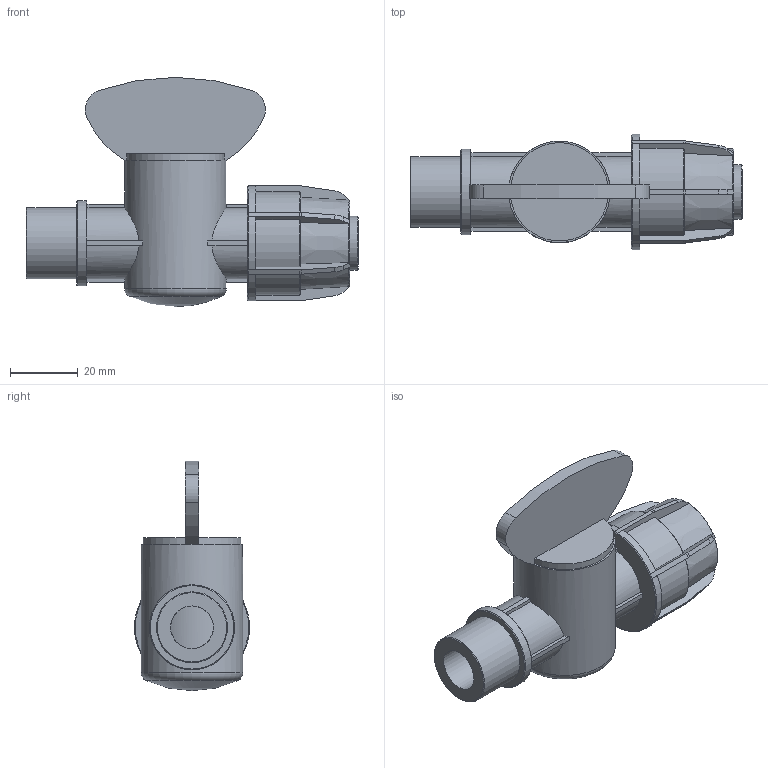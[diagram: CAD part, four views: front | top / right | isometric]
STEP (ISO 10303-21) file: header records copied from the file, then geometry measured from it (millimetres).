
FILE_DESCRIPTION(/* description */ ('PLASSON 1/4 TURN VALVE MALE THREADED X COMPRESSION 16X1/2"'),/* implementation_level */ '2;1');
FILE_NAME(/* name */ '03010516.ipt.stp',/* time_stamp */ '2017-06-18T09:19:34+03:00',/* author */ ('KIM'),/* organization */ (''),/* preprocessor_version */ 'ST-DEVELOPER v15.6',/* originating_system */ 'Autodesk Inventor 2015',/* authorisation */ '');
FILE_SCHEMA (('AUTOMOTIVE_DESIGN { 1 0 10303 214 3 1 1 }'));
Length unit declared in the file: millimetre
Products named in the file (1): 03010516
Bounding box: 98 x 34 x 67.7 mm (x, y, z)
Volume: 60388.6 mm3; surface area: 17971.2 mm2
Topology: 1 solids, 1 shells, 165 faces, 461 edges, 304 vertices
Faces by surface type: plane 88, cylinder 47, cone 28, torus 1, sphere 1
Full cylindrical faces by diameter (mm): 12.592 x2, 16 x1, 20.955 x1, 25.146 x1, 30 x1
Entity records: 5334 total; most frequent: CARTESIAN_POINT 1084, ORIENTED_EDGE 884, DIRECTION 884, EDGE_CURVE 442, VERTEX_POINT 298, AXIS2_PLACEMENT_3D 298, LINE 288, VECTOR 288
